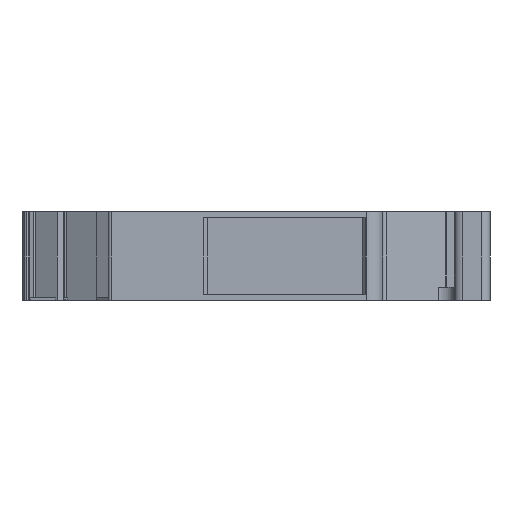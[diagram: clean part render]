
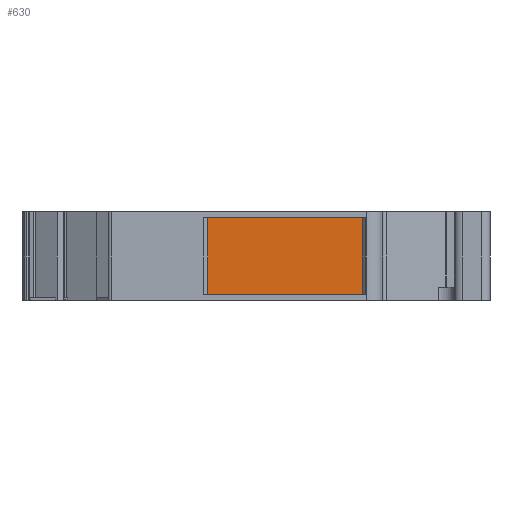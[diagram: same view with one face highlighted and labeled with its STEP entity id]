
A CAD part, left-side view. The second image highlights one B-rep face of the part: STEP entity #630.
In plain terms, the highlighted planar face has unit normal (-1, 0, 0).
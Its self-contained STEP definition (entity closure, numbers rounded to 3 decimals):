
#542 = DIRECTION ( 'NONE',  ( 0., -1., 0. ) ) ;
#630 = ADVANCED_FACE ( 'NONE', ( #1737 ), #2215, .T. ) ;
#773 = CARTESIAN_POINT ( 'NONE',  ( -31.629, -11.262, 9.3 ) ) ;
#859 = CARTESIAN_POINT ( 'NONE',  ( -31.629, -29.075, 0.7 ) ) ;
#923 = LINE ( 'NONE', #5510, #10467 ) ;
#1298 = VECTOR ( 'NONE', #4243, 1000. ) ;
#1370 = VECTOR ( 'NONE', #542, 1000. ) ;
#1392 = VERTEX_POINT ( 'NONE', #10120 ) ;
#1582 = EDGE_CURVE ( 'NONE', #3863, #5484, #923, .T. ) ;
#1612 = VECTOR ( 'NONE', #4338, 1000. ) ;
#1737 = FACE_OUTER_BOUND ( 'NONE', #3790, .T. ) ;
#2059 = DIRECTION ( 'NONE',  ( 0., 0., 1. ) ) ;
#2072 = DIRECTION ( 'NONE',  ( -1., 0., 0. ) ) ;
#2073 = CARTESIAN_POINT ( 'NONE',  ( -31.629, -1.047, -81.712 ) ) ;
#2179 = ORIENTED_EDGE ( 'NONE', *, *, #9846, .T. ) ;
#2215 = PLANE ( 'NONE',  #11109 ) ;
#2996 = ORIENTED_EDGE ( 'NONE', *, *, #9773, .T. ) ;
#3790 = EDGE_LOOP ( 'NONE', ( #8241, #2996, #6339, #2179 ) ) ;
#3863 = VERTEX_POINT ( 'NONE', #773 ) ;
#4243 = DIRECTION ( 'NONE',  ( 0., 0., -1. ) ) ;
#4245 = CARTESIAN_POINT ( 'NONE',  ( -31.629, -11.262, 0.7 ) ) ;
#4338 = DIRECTION ( 'NONE',  ( 0., 0., 1. ) ) ;
#4356 = CARTESIAN_POINT ( 'NONE',  ( -31.629, -28.655, 0.7 ) ) ;
#5113 = CARTESIAN_POINT ( 'NONE',  ( -31.629, -28.655, 9.3 ) ) ;
#5484 = VERTEX_POINT ( 'NONE', #5113 ) ;
#5510 = CARTESIAN_POINT ( 'NONE',  ( -31.629, -29.075, 9.3 ) ) ;
#5536 = DIRECTION ( 'NONE',  ( 0., -1., 0. ) ) ;
#6339 = ORIENTED_EDGE ( 'NONE', *, *, #1582, .F. ) ;
#8241 = ORIENTED_EDGE ( 'NONE', *, *, #8541, .T. ) ;
#8243 = LINE ( 'NONE', #4356, #1612 ) ;
#8541 = EDGE_CURVE ( 'NONE', #8912, #1392, #10592, .T. ) ;
#8912 = VERTEX_POINT ( 'NONE', #9753 ) ;
#9753 = CARTESIAN_POINT ( 'NONE',  ( -31.629, -11.262, 0.7 ) ) ;
#9773 = EDGE_CURVE ( 'NONE', #1392, #5484, #8243, .T. ) ;
#9846 = EDGE_CURVE ( 'NONE', #3863, #8912, #10537, .T. ) ;
#10120 = CARTESIAN_POINT ( 'NONE',  ( -31.629, -28.655, 0.7 ) ) ;
#10467 = VECTOR ( 'NONE', #5536, 1000. ) ;
#10537 = LINE ( 'NONE', #4245, #1298 ) ;
#10592 = LINE ( 'NONE', #859, #1370 ) ;
#11109 = AXIS2_PLACEMENT_3D ( 'NONE', #2073, #2072, #2059 ) ;
